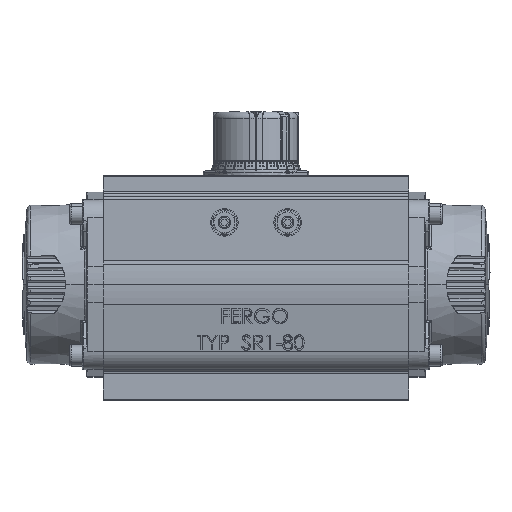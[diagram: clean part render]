
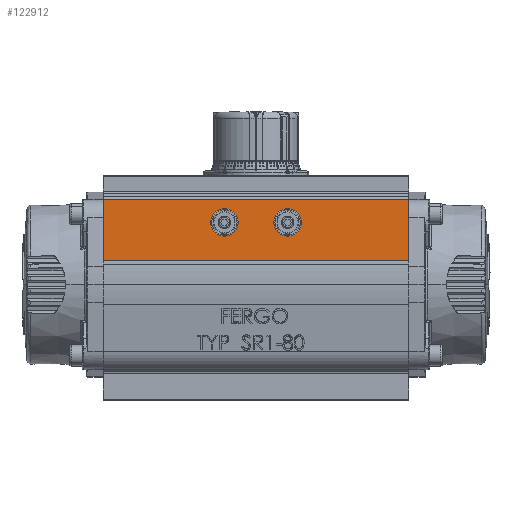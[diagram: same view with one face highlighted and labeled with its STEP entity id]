
A CAD part, top view. The second image highlights one B-rep face of the part: STEP entity #122912.
In plain terms, the highlighted planar face has unit normal (0, 0, 1).
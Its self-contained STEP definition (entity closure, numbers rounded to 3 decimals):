
#80 = CIRCLE ( 'NONE', #87510, 6.5 ) ;
#1230 = DIRECTION ( 'NONE',  ( 0., 0., -1. ) ) ;
#1631 = EDGE_CURVE ( 'NONE', #21478, #32596, #66192, .T. ) ;
#3723 = FACE_BOUND ( 'NONE', #49340, .T. ) ;
#4462 = VECTOR ( 'NONE', #143199, 1000. ) ;
#4923 = CARTESIAN_POINT ( 'NONE',  ( 0.323, 28., 44. ) ) ;
#5687 = DIRECTION ( 'NONE',  ( -1., 0., 0. ) ) ;
#12152 = EDGE_CURVE ( 'NONE', #39881, #121487, #133379, .T. ) ;
#12158 = DIRECTION ( 'NONE',  ( 0., -1., 0. ) ) ;
#12764 = CARTESIAN_POINT ( 'NONE',  ( -72.127, 19.234, 44. ) ) ;
#15243 = VECTOR ( 'NONE', #81650, 1000. ) ;
#15676 = DIRECTION ( 'NONE',  ( 0., 0., -1. ) ) ;
#20508 = CARTESIAN_POINT ( 'NONE',  ( 72.773, -5.308, 44. ) ) ;
#21478 = VERTEX_POINT ( 'NONE', #82037 ) ;
#25963 = CARTESIAN_POINT ( 'NONE',  ( -14.677, 17., 44. ) ) ;
#32596 = VERTEX_POINT ( 'NONE', #88711 ) ;
#35294 = ORIENTED_EDGE ( 'NONE', *, *, #1631, .T. ) ;
#36864 = ORIENTED_EDGE ( 'NONE', *, *, #79298, .F. ) ;
#37162 = VERTEX_POINT ( 'NONE', #100433 ) ;
#39881 = VERTEX_POINT ( 'NONE', #80691 ) ;
#39886 = DIRECTION ( 'NONE',  ( 0., -1., 0. ) ) ;
#42027 = EDGE_CURVE ( 'NONE', #127067, #59443, #126210, .T. ) ;
#42369 = CARTESIAN_POINT ( 'NONE',  ( 72.773, 28., 44. ) ) ;
#44956 = EDGE_CURVE ( 'NONE', #59443, #118570, #146607, .T. ) ;
#45022 = EDGE_CURVE ( 'NONE', #141464, #21478, #55504, .T. ) ;
#46227 = AXIS2_PLACEMENT_3D ( 'NONE', #25963, #61161, #84633 ) ;
#47755 = CARTESIAN_POINT ( 'NONE',  ( 21.823, 17., 44. ) ) ;
#49340 = EDGE_LOOP ( 'NONE', ( #92862, #35294, #141918 ) ) ;
#49715 = CARTESIAN_POINT ( 'NONE',  ( 15.323, 17., 44. ) ) ;
#51455 = PLANE ( 'NONE',  #121891 ) ;
#52649 = CARTESIAN_POINT ( 'NONE',  ( -14.677, 17., 44. ) ) ;
#55504 = CIRCLE ( 'NONE', #82982, 6.5 ) ;
#57572 = ORIENTED_EDGE ( 'NONE', *, *, #146364, .T. ) ;
#57864 = CARTESIAN_POINT ( 'NONE',  ( 15.323, 17., 44. ) ) ;
#59443 = VERTEX_POINT ( 'NONE', #42369 ) ;
#61161 = DIRECTION ( 'NONE',  ( 0., 0., -1. ) ) ;
#63159 = FACE_OUTER_BOUND ( 'NONE', #95502, .T. ) ;
#66192 = CIRCLE ( 'NONE', #46227, 6.5 ) ;
#70375 = VECTOR ( 'NONE', #103469, 1000. ) ;
#70692 = LINE ( 'NONE', #12764, #15243 ) ;
#71623 = EDGE_LOOP ( 'NONE', ( #130203, #73669, #103162 ) ) ;
#73669 = ORIENTED_EDGE ( 'NONE', *, *, #145781, .T. ) ;
#79298 = EDGE_CURVE ( 'NONE', #127067, #89809, #140876, .T. ) ;
#80691 = CARTESIAN_POINT ( 'NONE',  ( 8.823, 17., 44. ) ) ;
#81650 = DIRECTION ( 'NONE',  ( 0., -1., 0. ) ) ;
#82037 = CARTESIAN_POINT ( 'NONE',  ( -14.677, 10.5, 44. ) ) ;
#82982 = AXIS2_PLACEMENT_3D ( 'NONE', #52649, #98822, #123108 ) ;
#83649 = DIRECTION ( 'NONE',  ( 0., 0., -1. ) ) ;
#84298 = CIRCLE ( 'NONE', #86853, 6.5 ) ;
#84633 = DIRECTION ( 'NONE',  ( 0., -1., 0. ) ) ;
#86853 = AXIS2_PLACEMENT_3D ( 'NONE', #122935, #15676, #98647 ) ;
#87238 = EDGE_CURVE ( 'NONE', #32596, #141464, #84298, .T. ) ;
#87395 = DIRECTION ( 'NONE',  ( 0., 1., 0. ) ) ;
#87397 = CIRCLE ( 'NONE', #95022, 6.5 ) ;
#87510 = AXIS2_PLACEMENT_3D ( 'NONE', #49715, #1230, #12158 ) ;
#88711 = CARTESIAN_POINT ( 'NONE',  ( -21.177, 17., 44. ) ) ;
#89809 = VERTEX_POINT ( 'NONE', #153774 ) ;
#90678 = DIRECTION ( 'NONE',  ( 0., 0., -1. ) ) ;
#92862 = ORIENTED_EDGE ( 'NONE', *, *, #45022, .T. ) ;
#95022 = AXIS2_PLACEMENT_3D ( 'NONE', #147915, #90678, #39886 ) ;
#95502 = EDGE_LOOP ( 'NONE', ( #36864, #104650, #102579, #57572 ) ) ;
#98647 = DIRECTION ( 'NONE',  ( 0., -1., 0. ) ) ;
#98822 = DIRECTION ( 'NONE',  ( 0., 0., -1. ) ) ;
#99157 = CARTESIAN_POINT ( 'NONE',  ( 0.323, 30., 44. ) ) ;
#100433 = CARTESIAN_POINT ( 'NONE',  ( 15.323, 10.5, 44. ) ) ;
#101339 = CARTESIAN_POINT ( 'NONE',  ( -72.127, 28., 44. ) ) ;
#102579 = ORIENTED_EDGE ( 'NONE', *, *, #44956, .T. ) ;
#103162 = ORIENTED_EDGE ( 'NONE', *, *, #12152, .T. ) ;
#103469 = DIRECTION ( 'NONE',  ( 0., 1., 0. ) ) ;
#104054 = DIRECTION ( 'NONE',  ( 0., -1., 0. ) ) ;
#104650 = ORIENTED_EDGE ( 'NONE', *, *, #42027, .T. ) ;
#110931 = AXIS2_PLACEMENT_3D ( 'NONE', #57864, #83649, #104054 ) ;
#111696 = FACE_BOUND ( 'NONE', #71623, .T. ) ;
#113068 = VECTOR ( 'NONE', #5687, 1000. ) ;
#113600 = CARTESIAN_POINT ( 'NONE',  ( -8.177, 17., 44. ) ) ;
#118570 = VERTEX_POINT ( 'NONE', #101339 ) ;
#121487 = VERTEX_POINT ( 'NONE', #47755 ) ;
#121891 = AXIS2_PLACEMENT_3D ( 'NONE', #99157, #146946, #87395 ) ;
#122186 = CARTESIAN_POINT ( 'NONE',  ( 72.773, -1., 44. ) ) ;
#122912 = ADVANCED_FACE ( 'NONE', ( #63159, #3723, #111696 ), #51455, .T. ) ;
#122935 = CARTESIAN_POINT ( 'NONE',  ( -14.677, 17., 44. ) ) ;
#123108 = DIRECTION ( 'NONE',  ( 0., -1., 0. ) ) ;
#126210 = LINE ( 'NONE', #20508, #70375 ) ;
#126323 = EDGE_CURVE ( 'NONE', #121487, #37162, #87397, .T. ) ;
#127067 = VERTEX_POINT ( 'NONE', #122186 ) ;
#128362 = CARTESIAN_POINT ( 'NONE',  ( 0.323, -1., 44. ) ) ;
#130203 = ORIENTED_EDGE ( 'NONE', *, *, #126323, .T. ) ;
#133379 = CIRCLE ( 'NONE', #110931, 6.5 ) ;
#140876 = LINE ( 'NONE', #128362, #4462 ) ;
#141464 = VERTEX_POINT ( 'NONE', #113600 ) ;
#141918 = ORIENTED_EDGE ( 'NONE', *, *, #87238, .T. ) ;
#143199 = DIRECTION ( 'NONE',  ( -1., 0., 0. ) ) ;
#145781 = EDGE_CURVE ( 'NONE', #37162, #39881, #80, .T. ) ;
#146364 = EDGE_CURVE ( 'NONE', #118570, #89809, #70692, .T. ) ;
#146607 = LINE ( 'NONE', #4923, #113068 ) ;
#146946 = DIRECTION ( 'NONE',  ( 0., 0., 1. ) ) ;
#147915 = CARTESIAN_POINT ( 'NONE',  ( 15.323, 17., 44. ) ) ;
#153774 = CARTESIAN_POINT ( 'NONE',  ( -72.127, -1., 44. ) ) ;
